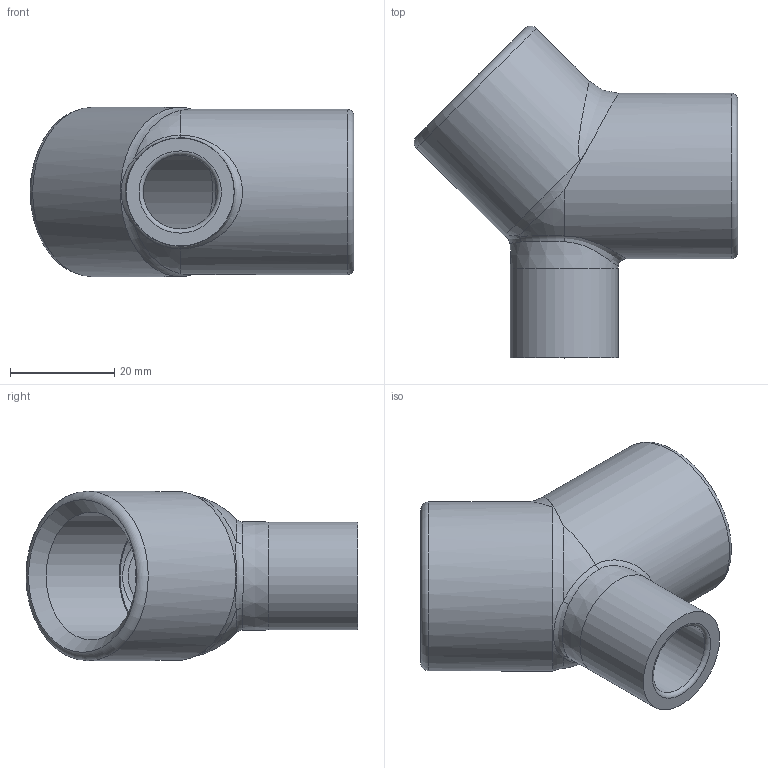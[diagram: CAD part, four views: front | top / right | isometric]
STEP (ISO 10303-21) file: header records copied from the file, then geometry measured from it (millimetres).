
FILE_DESCRIPTION(/* description */ (''),/* implementation_level */ '2;1');
FILE_NAME(/* name */ 'KIL_EYMF-1.stp',/* time_stamp */ '2021-03-17T01:27:55+06:00',/* author */ ('lsugumaran'),/* organization */ (''),/* preprocessor_version */ 'ST-DEVELOPER v18',/* originating_system */ 'Autodesk Inventor 2020',/* authorisation */ '');
FILE_SCHEMA (('AUTOMOTIVE_DESIGN { 1 0 10303 214 3 1 1 }'));
Length unit declared in the file: inch
Products named in the file (1): 12691-2
Bounding box: 62.14 x 63.73 x 32.54 mm (x, y, z)
Volume: 28708.8 mm3; surface area: 12753.6 mm2
Topology: 1 solids, 1 shells, 75 faces, 200 edges, 120 vertices
Faces by surface type: bspline 36, torus 12, cylinder 9, cone 8, plane 6, sphere 4
Full cylindrical faces by diameter (mm): 14.224 x1, 18.364 x1, 20.726 x1, 24.536 x1, 31.75 x1, 32.537 x1
Entity records: 4730 total; most frequent: CARTESIAN_POINT 3041, ORIENTED_EDGE 386, DIRECTION 309, EDGE_CURVE 193, AXIS2_PLACEMENT_3D 149, VERTEX_POINT 120, CIRCLE 98, EDGE_LOOP 79
